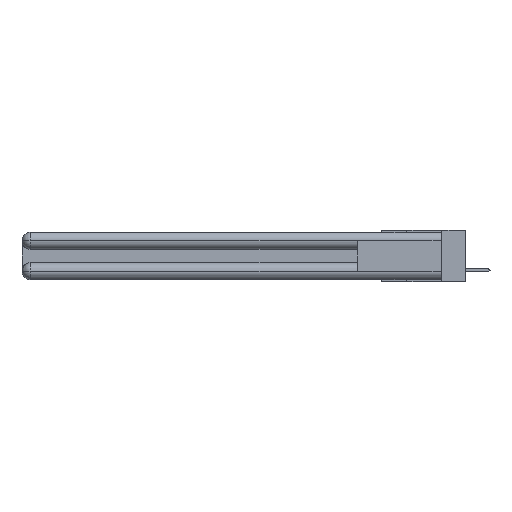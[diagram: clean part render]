
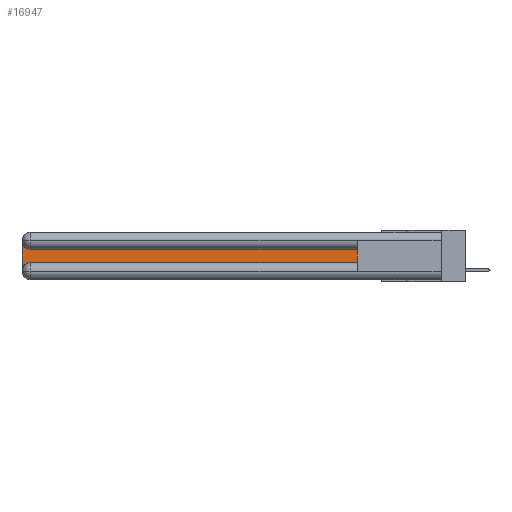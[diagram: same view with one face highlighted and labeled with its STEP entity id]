
A CAD part, left-side view. The second image highlights one B-rep face of the part: STEP entity #16947.
In plain terms, the highlighted planar face has unit normal (-1, 0, 0).
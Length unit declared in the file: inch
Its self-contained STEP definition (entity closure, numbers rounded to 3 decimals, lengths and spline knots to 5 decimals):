
#385 = VERTEX_POINT ( 'NONE', #6447 ) ;
#772 = VECTOR ( 'NONE', #20488, 39.37008 ) ;
#798 = DIRECTION ( 'NONE',  ( 0., 0., -1. ) ) ;
#851 = CARTESIAN_POINT ( 'NONE',  ( 0.075, 3., -0.2175 ) ) ;
#2103 = CARTESIAN_POINT ( 'NONE',  ( 0.075, 0.6, -0.2175 ) ) ;
#3879 = ORIENTED_EDGE ( 'NONE', *, *, #29213, .T. ) ;
#3946 = CARTESIAN_POINT ( 'NONE',  ( 0.075, 3., -0.2775 ) ) ;
#4077 = PLANE ( 'NONE',  #25392 ) ;
#4285 = VECTOR ( 'NONE', #15240, 39.37008 ) ;
#5247 = VERTEX_POINT ( 'NONE', #26557 ) ;
#5787 = ORIENTED_EDGE ( 'NONE', *, *, #27055, .T. ) ;
#6447 = CARTESIAN_POINT ( 'NONE',  ( 0.075, 0.6, -0.1225 ) ) ;
#7095 = EDGE_LOOP ( 'NONE', ( #5787, #26189, #8739, #3879, #22030, #19490 ) ) ;
#7882 = LINE ( 'NONE', #851, #24009 ) ;
#8739 = ORIENTED_EDGE ( 'NONE', *, *, #10393, .T. ) ;
#9241 = DIRECTION ( 'NONE',  ( 0., 0., -1. ) ) ;
#10393 = EDGE_CURVE ( 'NONE', #12174, #30411, #7882, .T. ) ;
#12009 = CARTESIAN_POINT ( 'NONE',  ( 0.075, 3., -0.0625 ) ) ;
#12174 = VERTEX_POINT ( 'NONE', #12009 ) ;
#12228 = EDGE_CURVE ( 'NONE', #19484, #12174, #23026, .T. ) ;
#12609 = DIRECTION ( 'NONE',  ( 0., -1., 0. ) ) ;
#12666 = CARTESIAN_POINT ( 'NONE',  ( 0.075, 2.94, -0.2775 ) ) ;
#15240 = DIRECTION ( 'NONE',  ( 0., 1., 0. ) ) ;
#15923 = EDGE_CURVE ( 'NONE', #18823, #385, #32666, .T. ) ;
#16947 = ADVANCED_FACE ( 'NONE', ( #19305 ), #4077, .F. ) ;
#17634 = LINE ( 'NONE', #30458, #4285 ) ;
#17818 = CARTESIAN_POINT ( 'NONE',  ( 0.075, 0.6, -0.2175 ) ) ;
#17887 = DIRECTION ( 'NONE',  ( 0., 0., -1. ) ) ;
#18823 = VERTEX_POINT ( 'NONE', #24563 ) ;
#19053 = AXIS2_PLACEMENT_3D ( 'NONE', #31713, #31936, #798 ) ;
#19305 = FACE_OUTER_BOUND ( 'NONE', #7095, .T. ) ;
#19484 = VERTEX_POINT ( 'NONE', #30166 ) ;
#19490 = ORIENTED_EDGE ( 'NONE', *, *, #15923, .T. ) ;
#20488 = DIRECTION ( 'NONE',  ( 0., 0., 1. ) ) ;
#22030 = ORIENTED_EDGE ( 'NONE', *, *, #28555, .T. ) ;
#23026 = CIRCLE ( 'NONE', #19053, 0.06 ) ;
#24009 = VECTOR ( 'NONE', #31879, 39.37008 ) ;
#24563 = CARTESIAN_POINT ( 'NONE',  ( 0.075, 0.6, -0.2175 ) ) ;
#24706 = DIRECTION ( 'NONE',  ( 1., 0., 0. ) ) ;
#25392 = AXIS2_PLACEMENT_3D ( 'NONE', #27276, #24706, #9241 ) ;
#26189 = ORIENTED_EDGE ( 'NONE', *, *, #12228, .T. ) ;
#26383 = VECTOR ( 'NONE', #12609, 39.37008 ) ;
#26557 = CARTESIAN_POINT ( 'NONE',  ( 0.075, 2.94, -0.2175 ) ) ;
#27031 = AXIS2_PLACEMENT_3D ( 'NONE', #12666, #33305, #17887 ) ;
#27055 = EDGE_CURVE ( 'NONE', #385, #19484, #17634, .T. ) ;
#27179 = LINE ( 'NONE', #17818, #26383 ) ;
#27276 = CARTESIAN_POINT ( 'NONE',  ( 0.075, 3., -0.1225 ) ) ;
#28555 = EDGE_CURVE ( 'NONE', #5247, #18823, #27179, .T. ) ;
#29213 = EDGE_CURVE ( 'NONE', #30411, #5247, #31997, .T. ) ;
#30166 = CARTESIAN_POINT ( 'NONE',  ( 0.075, 2.94, -0.1225 ) ) ;
#30411 = VERTEX_POINT ( 'NONE', #3946 ) ;
#30458 = CARTESIAN_POINT ( 'NONE',  ( 0.075, 0.6, -0.1225 ) ) ;
#31713 = CARTESIAN_POINT ( 'NONE',  ( 0.075, 2.94, -0.0625 ) ) ;
#31879 = DIRECTION ( 'NONE',  ( 0., 0., -1. ) ) ;
#31936 = DIRECTION ( 'NONE',  ( 1., 0., 0. ) ) ;
#31997 = CIRCLE ( 'NONE', #27031, 0.06 ) ;
#32666 = LINE ( 'NONE', #2103, #772 ) ;
#33305 = DIRECTION ( 'NONE',  ( 1., 0., 0. ) ) ;
